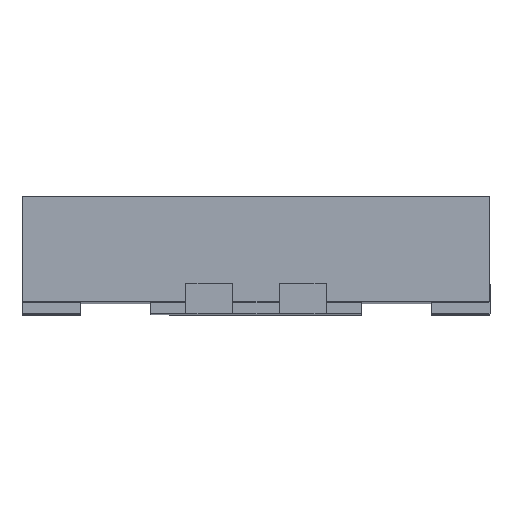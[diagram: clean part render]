
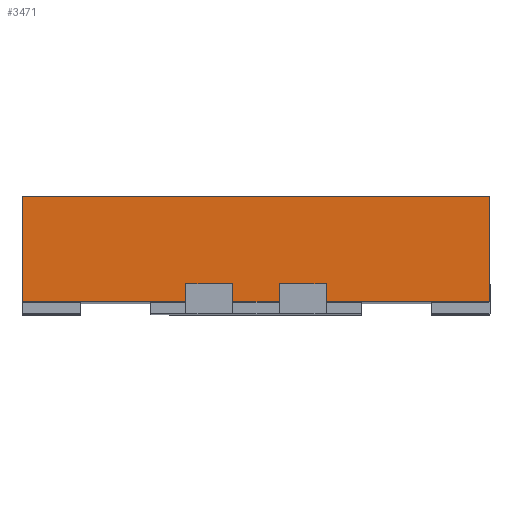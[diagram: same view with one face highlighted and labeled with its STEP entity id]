
A CAD part, top view. The second image highlights one B-rep face of the part: STEP entity #3471.
In plain terms, the highlighted planar face has unit normal (0, 0, 1).
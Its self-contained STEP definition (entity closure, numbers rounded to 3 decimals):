
#93 = CARTESIAN_POINT ( 'NONE',  ( -0.3, 0.127, 2. ) ) ;
#168 = ORIENTED_EDGE ( 'NONE', *, *, #1580, .F. ) ;
#296 = AXIS2_PLACEMENT_3D ( 'NONE', #7567, #5797, #7013 ) ;
#375 = LINE ( 'NONE', #7782, #953 ) ;
#449 = DIRECTION ( 'NONE',  ( 1., 0., 0. ) ) ;
#482 = ORIENTED_EDGE ( 'NONE', *, *, #2768, .T. ) ;
#535 = ORIENTED_EDGE ( 'NONE', *, *, #5677, .T. ) ;
#662 = CARTESIAN_POINT ( 'NONE',  ( -0.1, 0.127, 2. ) ) ;
#672 = DIRECTION ( 'NONE',  ( 0., -1., 0. ) ) ;
#676 = LINE ( 'NONE', #93, #6949 ) ;
#777 = VERTEX_POINT ( 'NONE', #3384 ) ;
#791 = DIRECTION ( 'NONE',  ( 1., 0., 0. ) ) ;
#950 = CARTESIAN_POINT ( 'NONE',  ( -1., 0.05, 2. ) ) ;
#953 = VECTOR ( 'NONE', #3033, 1000. ) ;
#978 = LINE ( 'NONE', #3519, #4482 ) ;
#979 = LINE ( 'NONE', #1046, #4188 ) ;
#1046 = CARTESIAN_POINT ( 'NONE',  ( 0.1, 0.127, 2. ) ) ;
#1051 = ORIENTED_EDGE ( 'NONE', *, *, #2888, .T. ) ;
#1081 = CARTESIAN_POINT ( 'NONE',  ( 0.1, 0.05, 2. ) ) ;
#1163 = LINE ( 'NONE', #7391, #4765 ) ;
#1276 = LINE ( 'NONE', #4126, #3649 ) ;
#1580 = EDGE_CURVE ( 'NONE', #6747, #7205, #1276, .T. ) ;
#1685 = CARTESIAN_POINT ( 'NONE',  ( -1., 0.05, 2. ) ) ;
#1765 = DIRECTION ( 'NONE',  ( 0., -1., 0. ) ) ;
#1833 = VECTOR ( 'NONE', #1765, 1000. ) ;
#2114 = EDGE_CURVE ( 'NONE', #2343, #7667, #4017, .T. ) ;
#2254 = EDGE_CURVE ( 'NONE', #4597, #7398, #978, .T. ) ;
#2266 = DIRECTION ( 'NONE',  ( 1., 0., 0. ) ) ;
#2343 = VERTEX_POINT ( 'NONE', #3644 ) ;
#2423 = VERTEX_POINT ( 'NONE', #3012 ) ;
#2463 = VECTOR ( 'NONE', #791, 1000. ) ;
#2675 = EDGE_CURVE ( 'NONE', #7205, #6032, #3240, .T. ) ;
#2752 = CARTESIAN_POINT ( 'NONE',  ( -1., 0.05, 2. ) ) ;
#2768 = EDGE_CURVE ( 'NONE', #777, #2423, #979, .T. ) ;
#2888 = EDGE_CURVE ( 'NONE', #2423, #7293, #3446, .T. ) ;
#2895 = LINE ( 'NONE', #662, #5358 ) ;
#2971 = FACE_OUTER_BOUND ( 'NONE', #5617, .T. ) ;
#3012 = CARTESIAN_POINT ( 'NONE',  ( 0.3, 0.127, 2. ) ) ;
#3020 = CARTESIAN_POINT ( 'NONE',  ( 1., 0.05, 2. ) ) ;
#3033 = DIRECTION ( 'NONE',  ( 0., -1., 0. ) ) ;
#3240 = LINE ( 'NONE', #7593, #5242 ) ;
#3384 = CARTESIAN_POINT ( 'NONE',  ( 0.1, 0.127, 2. ) ) ;
#3446 = LINE ( 'NONE', #5385, #1833 ) ;
#3471 = ADVANCED_FACE ( 'NONE', ( #2971 ), #5745, .F. ) ;
#3519 = CARTESIAN_POINT ( 'NONE',  ( -1., 0.05, 2. ) ) ;
#3644 = CARTESIAN_POINT ( 'NONE',  ( -0.1, 0.05, 2. ) ) ;
#3649 = VECTOR ( 'NONE', #2266, 1000. ) ;
#3681 = DIRECTION ( 'NONE',  ( 1., 0., 0. ) ) ;
#3726 = CARTESIAN_POINT ( 'NONE',  ( 1., 0.5, 2. ) ) ;
#3787 = CARTESIAN_POINT ( 'NONE',  ( -0.3, 0.127, 2. ) ) ;
#3864 = CARTESIAN_POINT ( 'NONE',  ( -0.3, 0.05, 2. ) ) ;
#3957 = DIRECTION ( 'NONE',  ( 0., -1., 0. ) ) ;
#4017 = LINE ( 'NONE', #950, #6581 ) ;
#4091 = ORIENTED_EDGE ( 'NONE', *, *, #4147, .T. ) ;
#4126 = CARTESIAN_POINT ( 'NONE',  ( -1., 0.5, 2. ) ) ;
#4147 = EDGE_CURVE ( 'NONE', #7293, #6032, #6667, .T. ) ;
#4188 = VECTOR ( 'NONE', #449, 1000. ) ;
#4313 = EDGE_CURVE ( 'NONE', #6747, #4597, #1163, .T. ) ;
#4328 = EDGE_CURVE ( 'NONE', #6479, #7398, #676, .T. ) ;
#4395 = VERTEX_POINT ( 'NONE', #6194 ) ;
#4482 = VECTOR ( 'NONE', #4714, 1000. ) ;
#4597 = VERTEX_POINT ( 'NONE', #2752 ) ;
#4685 = ORIENTED_EDGE ( 'NONE', *, *, #2254, .T. ) ;
#4714 = DIRECTION ( 'NONE',  ( 1., 0., 0. ) ) ;
#4765 = VECTOR ( 'NONE', #672, 1000. ) ;
#4945 = CARTESIAN_POINT ( 'NONE',  ( -1., 0.5, 2. ) ) ;
#5197 = ORIENTED_EDGE ( 'NONE', *, *, #2114, .T. ) ;
#5242 = VECTOR ( 'NONE', #3957, 1000. ) ;
#5358 = VECTOR ( 'NONE', #5549, 1000. ) ;
#5385 = CARTESIAN_POINT ( 'NONE',  ( 0.3, 0.127, 2. ) ) ;
#5466 = EDGE_CURVE ( 'NONE', #777, #7667, #375, .T. ) ;
#5549 = DIRECTION ( 'NONE',  ( 0., -1., 0. ) ) ;
#5558 = DIRECTION ( 'NONE',  ( 0., -1., 0. ) ) ;
#5617 = EDGE_LOOP ( 'NONE', ( #6068, #535, #5652, #5197, #6392, #482, #1051, #4091, #7825, #168, #6218, #4685 ) ) ;
#5652 = ORIENTED_EDGE ( 'NONE', *, *, #7809, .T. ) ;
#5677 = EDGE_CURVE ( 'NONE', #6479, #4395, #7393, .T. ) ;
#5745 = PLANE ( 'NONE',  #296 ) ;
#5797 = DIRECTION ( 'NONE',  ( 0., 0., -1. ) ) ;
#6032 = VERTEX_POINT ( 'NONE', #3020 ) ;
#6068 = ORIENTED_EDGE ( 'NONE', *, *, #4328, .F. ) ;
#6119 = CARTESIAN_POINT ( 'NONE',  ( 0.3, 0.05, 2. ) ) ;
#6194 = CARTESIAN_POINT ( 'NONE',  ( -0.1, 0.127, 2. ) ) ;
#6218 = ORIENTED_EDGE ( 'NONE', *, *, #4313, .T. ) ;
#6285 = VECTOR ( 'NONE', #3681, 1000. ) ;
#6392 = ORIENTED_EDGE ( 'NONE', *, *, #5466, .F. ) ;
#6479 = VERTEX_POINT ( 'NONE', #7733 ) ;
#6581 = VECTOR ( 'NONE', #7661, 1000. ) ;
#6667 = LINE ( 'NONE', #1685, #6285 ) ;
#6747 = VERTEX_POINT ( 'NONE', #4945 ) ;
#6949 = VECTOR ( 'NONE', #5558, 1000. ) ;
#7013 = DIRECTION ( 'NONE',  ( -1., 0., 0. ) ) ;
#7205 = VERTEX_POINT ( 'NONE', #3726 ) ;
#7293 = VERTEX_POINT ( 'NONE', #6119 ) ;
#7391 = CARTESIAN_POINT ( 'NONE',  ( -1., 0.5, 2. ) ) ;
#7393 = LINE ( 'NONE', #3787, #2463 ) ;
#7398 = VERTEX_POINT ( 'NONE', #3864 ) ;
#7567 = CARTESIAN_POINT ( 'NONE',  ( -1., 0.5, 2. ) ) ;
#7593 = CARTESIAN_POINT ( 'NONE',  ( 1., 0.5, 2. ) ) ;
#7661 = DIRECTION ( 'NONE',  ( 1., 0., 0. ) ) ;
#7667 = VERTEX_POINT ( 'NONE', #1081 ) ;
#7733 = CARTESIAN_POINT ( 'NONE',  ( -0.3, 0.127, 2. ) ) ;
#7782 = CARTESIAN_POINT ( 'NONE',  ( 0.1, 0.127, 2. ) ) ;
#7809 = EDGE_CURVE ( 'NONE', #4395, #2343, #2895, .T. ) ;
#7825 = ORIENTED_EDGE ( 'NONE', *, *, #2675, .F. ) ;
